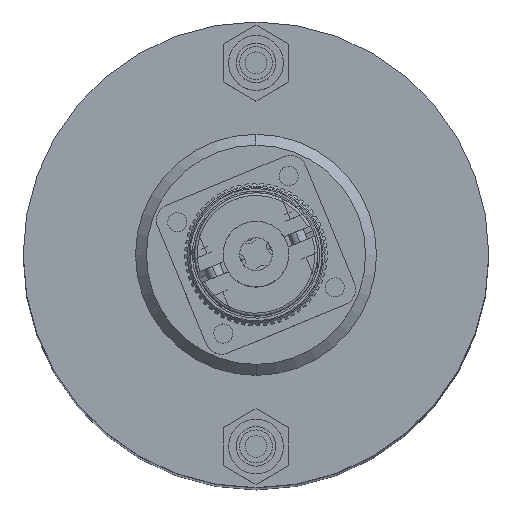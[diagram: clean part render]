
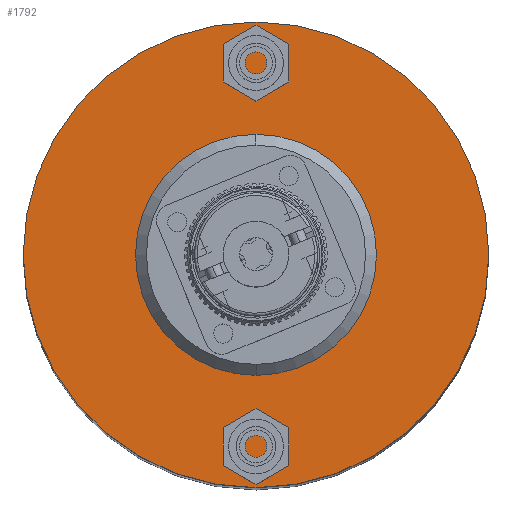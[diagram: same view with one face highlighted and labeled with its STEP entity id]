
A CAD part, top view. The second image highlights one B-rep face of the part: STEP entity #1792.
In plain terms, the highlighted face is planar.
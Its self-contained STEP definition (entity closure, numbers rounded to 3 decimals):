
#507 = DIRECTION ( 'NONE',  ( 0., 1., 0. ) ) ;
#857 = ORIENTED_EDGE ( 'NONE', *, *, #83185, .F. ) ;
#1257 = VERTEX_POINT ( 'NONE', #93023 ) ;
#1792 = ADVANCED_FACE ( 'NONE', ( #11835, #30320 ), #75600, .F. ) ;
#6151 = ORIENTED_EDGE ( 'NONE', *, *, #14825, .F. ) ;
#8988 = CIRCLE ( 'NONE', #26963, 22. ) ;
#11835 = FACE_BOUND ( 'NONE', #12072, .T. ) ;
#12072 = EDGE_LOOP ( 'NONE', ( #857, #87825 ) ) ;
#14061 = AXIS2_PLACEMENT_3D ( 'NONE', #83807, #91734, #35536 ) ;
#14825 = EDGE_CURVE ( 'NONE', #53108, #29303, #71609, .T. ) ;
#23175 = EDGE_CURVE ( 'NONE', #29303, #53108, #77601, .T. ) ;
#24261 = DIRECTION ( 'NONE',  ( 0., 1., 0. ) ) ;
#26963 = AXIS2_PLACEMENT_3D ( 'NONE', #102277, #54937, #507 ) ;
#29303 = VERTEX_POINT ( 'NONE', #46139 ) ;
#29758 = DIRECTION ( 'NONE',  ( 1., 0., 0. ) ) ;
#30320 = FACE_OUTER_BOUND ( 'NONE', #72985, .T. ) ;
#35536 = DIRECTION ( 'NONE',  ( 0., 1., 0. ) ) ;
#41202 = AXIS2_PLACEMENT_3D ( 'NONE', #95260, #86986, #24261 ) ;
#46139 = CARTESIAN_POINT ( 'NONE',  ( 2., 42.5, 0. ) ) ;
#46721 = VERTEX_POINT ( 'NONE', #100563 ) ;
#47766 = CARTESIAN_POINT ( 'NONE',  ( 2., 0., 0. ) ) ;
#53108 = VERTEX_POINT ( 'NONE', #91753 ) ;
#54937 = DIRECTION ( 'NONE',  ( -1., 0., 0. ) ) ;
#63934 = DIRECTION ( 'NONE',  ( 1., 0., 0. ) ) ;
#71609 = CIRCLE ( 'NONE', #91404, 42.5 ) ;
#72563 = CIRCLE ( 'NONE', #14061, 22. ) ;
#72985 = EDGE_LOOP ( 'NONE', ( #99054, #6151 ) ) ;
#75600 = PLANE ( 'NONE',  #75800 ) ;
#75800 = AXIS2_PLACEMENT_3D ( 'NONE', #83582, #29758, #99796 ) ;
#77601 = CIRCLE ( 'NONE', #41202, 42.5 ) ;
#77843 = EDGE_CURVE ( 'NONE', #1257, #46721, #72563, .T. ) ;
#83185 = EDGE_CURVE ( 'NONE', #46721, #1257, #8988, .T. ) ;
#83582 = CARTESIAN_POINT ( 'NONE',  ( 2., -22., 0. ) ) ;
#83807 = CARTESIAN_POINT ( 'NONE',  ( 2., 0., 0. ) ) ;
#86986 = DIRECTION ( 'NONE',  ( 1., 0., 0. ) ) ;
#87441 = DIRECTION ( 'NONE',  ( 0., 1., 0. ) ) ;
#87825 = ORIENTED_EDGE ( 'NONE', *, *, #77843, .F. ) ;
#91404 = AXIS2_PLACEMENT_3D ( 'NONE', #47766, #63934, #87441 ) ;
#91734 = DIRECTION ( 'NONE',  ( -1., 0., 0. ) ) ;
#91753 = CARTESIAN_POINT ( 'NONE',  ( 2., -42.5, 0. ) ) ;
#93023 = CARTESIAN_POINT ( 'NONE',  ( 2., -22., 0. ) ) ;
#95260 = CARTESIAN_POINT ( 'NONE',  ( 2., 0., 0. ) ) ;
#99054 = ORIENTED_EDGE ( 'NONE', *, *, #23175, .F. ) ;
#99796 = DIRECTION ( 'NONE',  ( 0., 1., 0. ) ) ;
#100563 = CARTESIAN_POINT ( 'NONE',  ( 2., 22., 0. ) ) ;
#102277 = CARTESIAN_POINT ( 'NONE',  ( 2., 0., 0. ) ) ;
